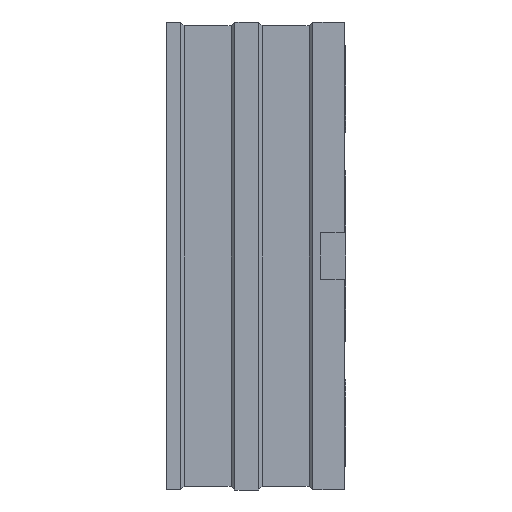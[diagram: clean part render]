
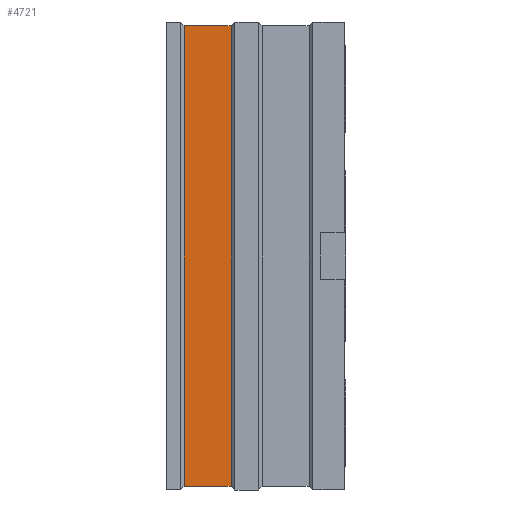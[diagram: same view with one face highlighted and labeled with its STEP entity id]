
A CAD part, left-side view. The second image highlights one B-rep face of the part: STEP entity #4721.
In plain terms, the highlighted planar face has unit normal (-1, 0, 0).
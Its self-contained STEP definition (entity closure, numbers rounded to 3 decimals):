
#70 = CARTESIAN_POINT ( 'NONE',  ( -1.475, 1., 1.475 ) ) ;
#314 = EDGE_CURVE ( 'NONE', #5384, #6029, #5599, .T. ) ;
#1111 = VECTOR ( 'NONE', #1451, 1000. ) ;
#1301 = CARTESIAN_POINT ( 'NONE',  ( -1.475, 1., -1.475 ) ) ;
#1451 = DIRECTION ( 'NONE',  ( 0., 0., -1. ) ) ;
#1533 = CARTESIAN_POINT ( 'NONE',  ( -1.475, 1., 1.475 ) ) ;
#1662 = CARTESIAN_POINT ( 'NONE',  ( -1.475, 1.025, 1.475 ) ) ;
#1921 = LINE ( 'NONE', #4542, #7982 ) ;
#2266 = AXIS2_PLACEMENT_3D ( 'NONE', #1533, #3352, #5807 ) ;
#2404 = EDGE_LOOP ( 'NONE', ( #3885, #3616, #3698, #7835 ) ) ;
#2533 = DIRECTION ( 'NONE',  ( 0., -1., 0. ) ) ;
#2702 = LINE ( 'NONE', #1301, #7929 ) ;
#2719 = VECTOR ( 'NONE', #2533, 1000. ) ;
#2775 = LINE ( 'NONE', #4598, #1111 ) ;
#2899 = VERTEX_POINT ( 'NONE', #3548 ) ;
#3352 = DIRECTION ( 'NONE',  ( 1., 0., 0. ) ) ;
#3548 = CARTESIAN_POINT ( 'NONE',  ( -1.475, 0.725, -1.475 ) ) ;
#3616 = ORIENTED_EDGE ( 'NONE', *, *, #5840, .T. ) ;
#3686 = CARTESIAN_POINT ( 'NONE',  ( -1.475, 0.725, 1.475 ) ) ;
#3698 = ORIENTED_EDGE ( 'NONE', *, *, #314, .F. ) ;
#3723 = EDGE_CURVE ( 'NONE', #5384, #5664, #2775, .T. ) ;
#3771 = PLANE ( 'NONE',  #2266 ) ;
#3885 = ORIENTED_EDGE ( 'NONE', *, *, #4763, .T. ) ;
#4000 = FACE_OUTER_BOUND ( 'NONE', #2404, .T. ) ;
#4380 = DIRECTION ( 'NONE',  ( 0., 0., 1. ) ) ;
#4542 = CARTESIAN_POINT ( 'NONE',  ( -1.475, 0.725, 1.475 ) ) ;
#4598 = CARTESIAN_POINT ( 'NONE',  ( -1.475, 1.025, 1.475 ) ) ;
#4721 = ADVANCED_FACE ( 'NONE', ( #4000 ), #3771, .F. ) ;
#4763 = EDGE_CURVE ( 'NONE', #5664, #2899, #2702, .T. ) ;
#5384 = VERTEX_POINT ( 'NONE', #1662 ) ;
#5599 = LINE ( 'NONE', #70, #2719 ) ;
#5664 = VERTEX_POINT ( 'NONE', #7688 ) ;
#5807 = DIRECTION ( 'NONE',  ( 0., 0., -1. ) ) ;
#5840 = EDGE_CURVE ( 'NONE', #2899, #6029, #1921, .T. ) ;
#6029 = VERTEX_POINT ( 'NONE', #3686 ) ;
#7092 = DIRECTION ( 'NONE',  ( 0., -1., 0. ) ) ;
#7688 = CARTESIAN_POINT ( 'NONE',  ( -1.475, 1.025, -1.475 ) ) ;
#7835 = ORIENTED_EDGE ( 'NONE', *, *, #3723, .T. ) ;
#7929 = VECTOR ( 'NONE', #7092, 1000. ) ;
#7982 = VECTOR ( 'NONE', #4380, 1000. ) ;
